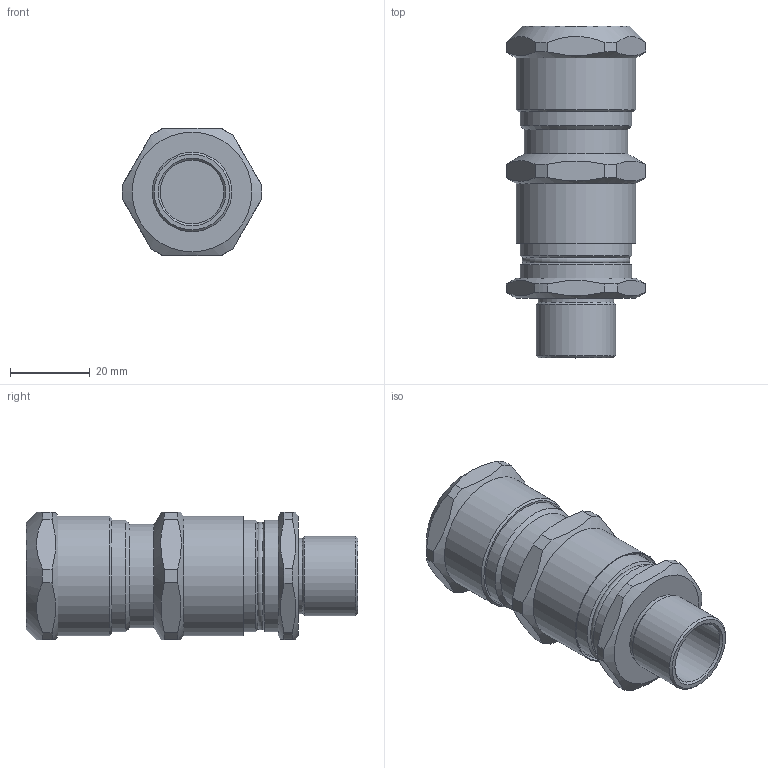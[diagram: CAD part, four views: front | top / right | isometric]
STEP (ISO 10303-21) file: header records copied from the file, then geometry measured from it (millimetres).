
FILE_DESCRIPTION(/* description */ (''),/* implementation_level */ '2;1');
FILE_NAME(/* name */ '',/* time_stamp */ '2025-07-07T09:46:51+07:00',/* author */ ('zeta-86'),/* organization */ (''),/* preprocessor_version */ 'ST-DEVELOPER v19.2',/* originating_system */ 'Autodesk Inventor 2024',/* authorisation */ '');
FILE_SCHEMA (('AUTOMOTIVE_DESIGN { 1 0 10303 214 3 1 1 }'));
Length unit declared in the file: millimetre
Products named in the file (1): Деталь1
Bounding box: 34.99 x 83.3 x 32 mm (x, y, z)
Volume: 49440.1 mm3; surface area: 10621.4 mm2
Topology: 1 solids, 1 shells, 71 faces, 176 edges, 114 vertices
Faces by surface type: plane 39, cylinder 16, cone 14, torus 2
Full cylindrical faces by diameter (mm): 16 x1, 19 x1, 20 x1, 20.5 x1, 26 x1, 28 x3, 30 x2
Entity records: 2081 total; most frequent: CARTESIAN_POINT 490, ORIENTED_EDGE 352, DIRECTION 308, EDGE_CURVE 176, AXIS2_PLACEMENT_3D 124, VERTEX_POINT 114, EDGE_LOOP 78, FACE_OUTER_BOUND 71
